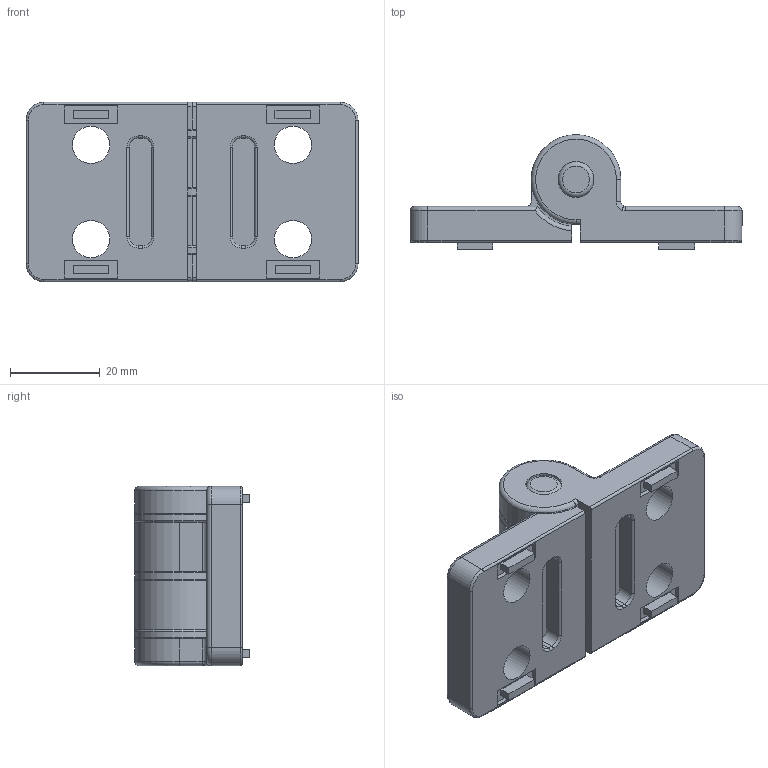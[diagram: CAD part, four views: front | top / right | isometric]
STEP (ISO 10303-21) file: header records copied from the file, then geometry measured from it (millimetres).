
FILE_DESCRIPTION((''),'2;1');
FILE_NAME('11238_KriTec_Scharnier_8_40_Zn_vertikal.stp','2013-07-09T11:31:25',('KriTec2'),(''),'Autodesk Inventor 2011','Autodesk Inventor 2011','');
FILE_SCHEMA(('CONFIG_CONTROL_DESIGN'));
Length unit declared in the file: millimetre
Products named in the file (4): 11238-KriTec Scharnier 8 40 Zn-vertikal; Scharnierschenkel 8 40 Zn vertikal; Scheibe; StiftØ8x40
Assembly tree (6 placements, depth 2):
  11238-KriTec Scharnier 8 40 Zn-vertikal
    Scharnierschenkel 8 40 Zn vertikal  x2
    Scheibe  x3
    StiftØ8x40
Bounding box: 74 x 25.5 x 40 mm (x, y, z)
Volume: 31112.5 mm3; surface area: 16373.4 mm2
Topology: 6 solids, 6 shells, 179 faces, 425 edges, 268 vertices
Faces by surface type: plane 84, cylinder 63, torus 30, bspline 2
Full cylindrical faces by diameter (mm): 8 x5, 8.3 x4, 8.5 x3, 20 x3
Entity records: 2690 total; most frequent: CARTESIAN_POINT 478, DIRECTION 469, ORIENTED_EDGE 396, EDGE_CURVE 198, AXIS2_PLACEMENT_3D 176, VERTEX_POINT 131, VECTOR 117, LINE 117
